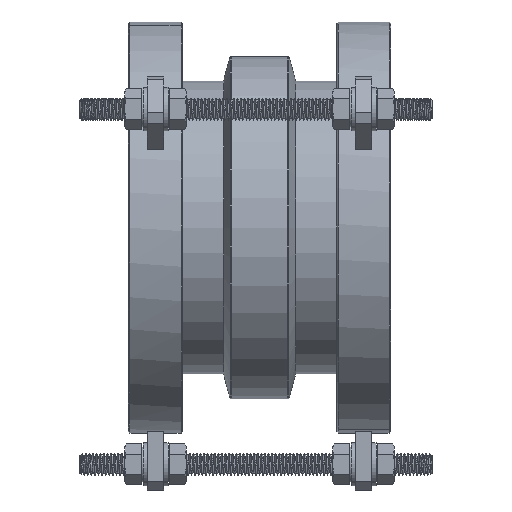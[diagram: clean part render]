
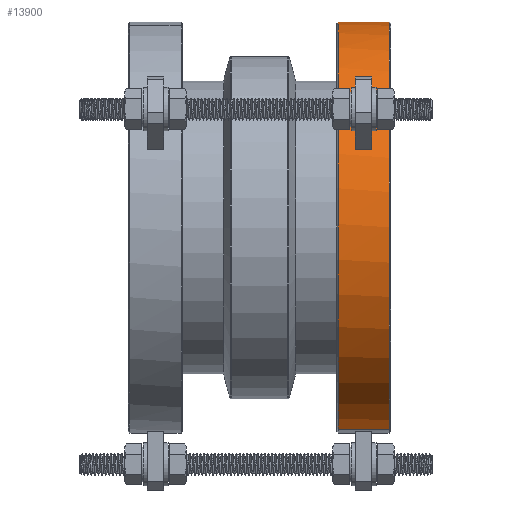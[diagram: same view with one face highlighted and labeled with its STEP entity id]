
A CAD part, left-side view. The second image highlights one B-rep face of the part: STEP entity #13900.
In plain terms, the highlighted cylindrical face has radius 75.8 mm (diameter 151.6 mm), a partial arc.
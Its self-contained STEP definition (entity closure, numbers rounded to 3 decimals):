
#203 = AXIS2_PLACEMENT_3D ( 'NONE', #6087, #17993, #7797 ) ;
#601 = VERTEX_POINT ( 'NONE', #2506 ) ;
#848 = CARTESIAN_POINT ( 'NONE',  ( -15.767, -0.5, -74.142 ) ) ;
#1644 = ORIENTED_EDGE ( 'NONE', *, *, #16646, .T. ) ;
#1677 = DIRECTION ( 'NONE',  ( 0., 1., 0. ) ) ;
#2028 = VERTEX_POINT ( 'NONE', #848 ) ;
#2031 = VERTEX_POINT ( 'NONE', #13058 ) ;
#2428 = ORIENTED_EDGE ( 'NONE', *, *, #5366, .T. ) ;
#2506 = CARTESIAN_POINT ( 'NONE',  ( -13.806, -1., -74.532 ) ) ;
#2516 = EDGE_CURVE ( 'NONE', #601, #12397, #10206, .T. ) ;
#2907 = VECTOR ( 'NONE', #4869, 1000. ) ;
#3770 = ORIENTED_EDGE ( 'NONE', *, *, #2516, .T. ) ;
#4029 = DIRECTION ( 'NONE',  ( 0., 1., 0. ) ) ;
#4869 = DIRECTION ( 'NONE',  ( 0., 1., 0. ) ) ;
#5014 = CIRCLE ( 'NONE', #17303, 75.8 ) ;
#5142 = CARTESIAN_POINT ( 'NONE',  ( 0., -0.5, 0. ) ) ;
#5144 = CARTESIAN_POINT ( 'NONE',  ( 0., -0.5, 75.8 ) ) ;
#5195 = CARTESIAN_POINT ( 'NONE',  ( 0., -19.4, 75.8 ) ) ;
#5366 = EDGE_CURVE ( 'NONE', #12397, #2031, #10734, .T. ) ;
#5432 = ORIENTED_EDGE ( 'NONE', *, *, #8156, .F. ) ;
#5644 = VECTOR ( 'NONE', #16149, 1000. ) ;
#5685 = CARTESIAN_POINT ( 'NONE',  ( -15.767, 19.776, -74.142 ) ) ;
#5839 = DIRECTION ( 'NONE',  ( 0., 0., 1. ) ) ;
#6087 = CARTESIAN_POINT ( 'NONE',  ( 0., -1., 0. ) ) ;
#6519 = CIRCLE ( 'NONE', #203, 75.8 ) ;
#6870 = DIRECTION ( 'NONE',  ( 0., 0., 1. ) ) ;
#6969 = EDGE_CURVE ( 'NONE', #11235, #10306, #20545, .T. ) ;
#7298 = LINE ( 'NONE', #5685, #15332 ) ;
#7673 = DIRECTION ( 'NONE',  ( 0., 1., 0. ) ) ;
#7678 = VERTEX_POINT ( 'NONE', #17773 ) ;
#7797 = DIRECTION ( 'NONE',  ( 0., 0., 1. ) ) ;
#7811 = AXIS2_PLACEMENT_3D ( 'NONE', #12583, #4029, #5839 ) ;
#8156 = EDGE_CURVE ( 'NONE', #7678, #2031, #12203, .T. ) ;
#9121 = DIRECTION ( 'NONE',  ( 0., 1., 0. ) ) ;
#9438 = CARTESIAN_POINT ( 'NONE',  ( 0., -0.5, 0. ) ) ;
#9508 = EDGE_CURVE ( 'NONE', #17311, #601, #6519, .T. ) ;
#10206 = LINE ( 'NONE', #19552, #5644 ) ;
#10306 = VERTEX_POINT ( 'NONE', #5144 ) ;
#10453 = CARTESIAN_POINT ( 'NONE',  ( -15.767, -1., -74.142 ) ) ;
#10730 = ORIENTED_EDGE ( 'NONE', *, *, #21762, .T. ) ;
#10734 = CIRCLE ( 'NONE', #15899, 75.8 ) ;
#11163 = DIRECTION ( 'NONE',  ( 0., 0., 1. ) ) ;
#11235 = VERTEX_POINT ( 'NONE', #5195 ) ;
#11878 = CARTESIAN_POINT ( 'NONE',  ( 0., -19.4, 0. ) ) ;
#12203 = LINE ( 'NONE', #17896, #20713 ) ;
#12397 = VERTEX_POINT ( 'NONE', #20063 ) ;
#12583 = CARTESIAN_POINT ( 'NONE',  ( 0., 19.776, 0. ) ) ;
#13058 = CARTESIAN_POINT ( 'NONE',  ( 0., -0.5, -75.8 ) ) ;
#13084 = EDGE_CURVE ( 'NONE', #17311, #2028, #7298, .T. ) ;
#13415 = CARTESIAN_POINT ( 'NONE',  ( 0., 19.776, 75.8 ) ) ;
#13592 = DIRECTION ( 'NONE',  ( 0., 0., -1. ) ) ;
#13900 = ADVANCED_FACE ( 'NONE', ( #20125 ), #19582, .T. ) ;
#15071 = ORIENTED_EDGE ( 'NONE', *, *, #6969, .T. ) ;
#15332 = VECTOR ( 'NONE', #9121, 1000. ) ;
#15899 = AXIS2_PLACEMENT_3D ( 'NONE', #5142, #17106, #6870 ) ;
#16149 = DIRECTION ( 'NONE',  ( 0., 1., 0. ) ) ;
#16646 = EDGE_CURVE ( 'NONE', #7678, #11235, #5014, .T. ) ;
#17106 = DIRECTION ( 'NONE',  ( 0., -1., 0. ) ) ;
#17303 = AXIS2_PLACEMENT_3D ( 'NONE', #11878, #1677, #13592 ) ;
#17311 = VERTEX_POINT ( 'NONE', #10453 ) ;
#17773 = CARTESIAN_POINT ( 'NONE',  ( 0., -19.4, -75.8 ) ) ;
#17896 = CARTESIAN_POINT ( 'NONE',  ( 0., 19.776, -75.8 ) ) ;
#17897 = ORIENTED_EDGE ( 'NONE', *, *, #13084, .F. ) ;
#17993 = DIRECTION ( 'NONE',  ( 0., -1., 0. ) ) ;
#19390 = CIRCLE ( 'NONE', #20677, 75.8 ) ;
#19552 = CARTESIAN_POINT ( 'NONE',  ( -13.806, 19.776, -74.532 ) ) ;
#19582 = CYLINDRICAL_SURFACE ( 'NONE', #7811, 75.8 ) ;
#20063 = CARTESIAN_POINT ( 'NONE',  ( -13.806, -0.5, -74.532 ) ) ;
#20125 = FACE_OUTER_BOUND ( 'NONE', #21263, .T. ) ;
#20545 = LINE ( 'NONE', #13415, #2907 ) ;
#20677 = AXIS2_PLACEMENT_3D ( 'NONE', #9438, #21403, #11163 ) ;
#20713 = VECTOR ( 'NONE', #7673, 1000. ) ;
#20964 = ORIENTED_EDGE ( 'NONE', *, *, #9508, .T. ) ;
#21263 = EDGE_LOOP ( 'NONE', ( #5432, #1644, #15071, #10730, #17897, #20964, #3770, #2428 ) ) ;
#21403 = DIRECTION ( 'NONE',  ( 0., -1., 0. ) ) ;
#21762 = EDGE_CURVE ( 'NONE', #10306, #2028, #19390, .T. ) ;
